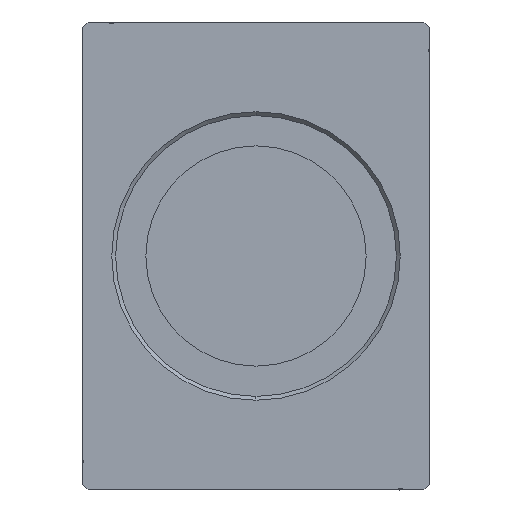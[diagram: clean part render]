
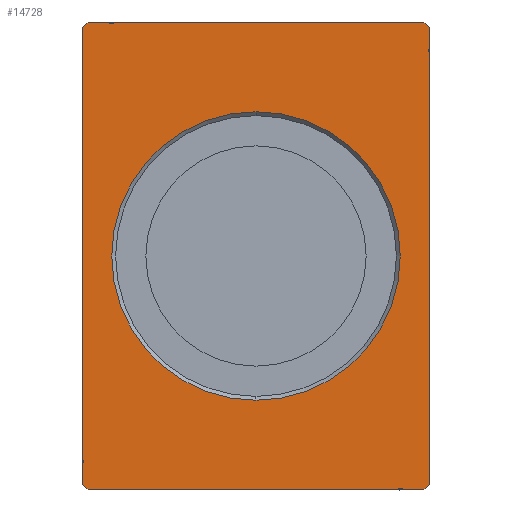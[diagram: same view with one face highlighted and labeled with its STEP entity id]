
A CAD part, left-side view. The second image highlights one B-rep face of the part: STEP entity #14728.
In plain terms, the highlighted planar face has unit normal (-1, 0, 0).
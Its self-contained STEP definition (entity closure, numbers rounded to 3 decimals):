
#35 = ORIENTED_EDGE ( 'NONE', *, *, #2055, .F. ) ;
#993 = LINE ( 'NONE', #29182, #1855 ) ;
#1062 = CARTESIAN_POINT ( 'NONE',  ( 0., -31.5, 41.5 ) ) ;
#1855 = VECTOR ( 'NONE', #23410, 1000. ) ;
#2055 = EDGE_CURVE ( 'NONE', #4977, #39530, #23285, .T. ) ;
#2615 = AXIS2_PLACEMENT_3D ( 'NONE', #33276, #17245, #7775 ) ;
#3070 = CARTESIAN_POINT ( 'NONE',  ( 0., -31.5, -41.5 ) ) ;
#3762 = CARTESIAN_POINT ( 'NONE',  ( 0., 31.5, 41.5 ) ) ;
#4210 = EDGE_CURVE ( 'NONE', #17643, #22763, #32884, .T. ) ;
#4686 = EDGE_CURVE ( 'NONE', #34775, #35311, #20311, .T. ) ;
#4977 = VERTEX_POINT ( 'NONE', #5205 ) ;
#5205 = CARTESIAN_POINT ( 'NONE',  ( 0., -31.5, 41.5 ) ) ;
#5450 = DIRECTION ( 'NONE',  ( 1., 0., 0. ) ) ;
#5791 = ORIENTED_EDGE ( 'NONE', *, *, #35199, .F. ) ;
#6720 = DIRECTION ( 'NONE',  ( 0., 1., 0. ) ) ;
#7442 = CARTESIAN_POINT ( 'NONE',  ( 0., -31.5, -41.5 ) ) ;
#7609 = EDGE_CURVE ( 'NONE', #22763, #17643, #11051, .T. ) ;
#7775 = DIRECTION ( 'NONE',  ( 0., 0., -1. ) ) ;
#8841 = EDGE_LOOP ( 'NONE', ( #18031, #26524 ) ) ;
#8934 = CARTESIAN_POINT ( 'NONE',  ( 0., 0., 0. ) ) ;
#9700 = VERTEX_POINT ( 'NONE', #17206 ) ;
#9800 = LINE ( 'NONE', #22359, #22943 ) ;
#11051 = CIRCLE ( 'NONE', #39267, 26.2 ) ;
#11154 = VECTOR ( 'NONE', #17103, 1000. ) ;
#11379 = CARTESIAN_POINT ( 'NONE',  ( 0., 0., 0. ) ) ;
#11897 = EDGE_CURVE ( 'NONE', #39530, #9700, #17311, .T. ) ;
#12801 = ORIENTED_EDGE ( 'NONE', *, *, #11897, .F. ) ;
#13437 = DIRECTION ( 'NONE',  ( 0., -0.707, 0.707 ) ) ;
#13764 = EDGE_LOOP ( 'NONE', ( #15062, #5791, #25668, #14853, #12801, #35, #23726, #33547 ) ) ;
#14543 = VECTOR ( 'NONE', #34510, 1000. ) ;
#14728 = ADVANCED_FACE ( 'NONE', ( #21161, #20539 ), #39860, .F. ) ;
#14853 = ORIENTED_EDGE ( 'NONE', *, *, #28825, .F. ) ;
#15062 = ORIENTED_EDGE ( 'NONE', *, *, #31977, .F. ) ;
#17103 = DIRECTION ( 'NONE',  ( 0., 0.707, -0.707 ) ) ;
#17206 = CARTESIAN_POINT ( 'NONE',  ( 0., -30.5, -42.5 ) ) ;
#17245 = DIRECTION ( 'NONE',  ( 1., 0., 0. ) ) ;
#17311 = LINE ( 'NONE', #7442, #11154 ) ;
#17643 = VERTEX_POINT ( 'NONE', #19980 ) ;
#17871 = VECTOR ( 'NONE', #19783, 1000. ) ;
#18031 = ORIENTED_EDGE ( 'NONE', *, *, #7609, .T. ) ;
#18427 = VECTOR ( 'NONE', #20528, 1000. ) ;
#19783 = DIRECTION ( 'NONE',  ( 0., 0., -1. ) ) ;
#19980 = CARTESIAN_POINT ( 'NONE',  ( 0., 0., -26.2 ) ) ;
#20311 = LINE ( 'NONE', #29373, #18427 ) ;
#20382 = AXIS2_PLACEMENT_3D ( 'NONE', #11379, #39134, #36263 ) ;
#20528 = DIRECTION ( 'NONE',  ( 0., -1., 0. ) ) ;
#20539 = FACE_OUTER_BOUND ( 'NONE', #13764, .T. ) ;
#21161 = FACE_BOUND ( 'NONE', #8841, .T. ) ;
#21442 = VERTEX_POINT ( 'NONE', #31851 ) ;
#22351 = VECTOR ( 'NONE', #13437, 1000. ) ;
#22359 = CARTESIAN_POINT ( 'NONE',  ( 0., -30.5, -42.5 ) ) ;
#22763 = VERTEX_POINT ( 'NONE', #33089 ) ;
#22943 = VECTOR ( 'NONE', #6720, 1000. ) ;
#23276 = EDGE_CURVE ( 'NONE', #35311, #4977, #26787, .T. ) ;
#23285 = LINE ( 'NONE', #1062, #17871 ) ;
#23410 = DIRECTION ( 'NONE',  ( 0., 0.707, 0.707 ) ) ;
#23469 = VECTOR ( 'NONE', #33354, 1000. ) ;
#23726 = ORIENTED_EDGE ( 'NONE', *, *, #23276, .F. ) ;
#25300 = EDGE_CURVE ( 'NONE', #36402, #21442, #993, .T. ) ;
#25668 = ORIENTED_EDGE ( 'NONE', *, *, #25300, .F. ) ;
#26442 = VERTEX_POINT ( 'NONE', #34044 ) ;
#26498 = CARTESIAN_POINT ( 'NONE',  ( 0., 30.5, -42.5 ) ) ;
#26524 = ORIENTED_EDGE ( 'NONE', *, *, #4210, .T. ) ;
#26787 = LINE ( 'NONE', #39731, #23469 ) ;
#27768 = CARTESIAN_POINT ( 'NONE',  ( 0., 31.5, -41.5 ) ) ;
#28060 = DIRECTION ( 'NONE',  ( 0., 0., -1. ) ) ;
#28825 = EDGE_CURVE ( 'NONE', #9700, #36402, #9800, .T. ) ;
#29182 = CARTESIAN_POINT ( 'NONE',  ( 0., 30.5, -42.5 ) ) ;
#29373 = CARTESIAN_POINT ( 'NONE',  ( 0., 30.5, 42.5 ) ) ;
#30839 = LINE ( 'NONE', #27768, #14543 ) ;
#31851 = CARTESIAN_POINT ( 'NONE',  ( 0., 31.5, -41.5 ) ) ;
#31977 = EDGE_CURVE ( 'NONE', #26442, #34775, #38320, .T. ) ;
#32884 = CIRCLE ( 'NONE', #20382, 26.2 ) ;
#33089 = CARTESIAN_POINT ( 'NONE',  ( 0., 0., 26.2 ) ) ;
#33276 = CARTESIAN_POINT ( 'NONE',  ( 0., 0., 0. ) ) ;
#33354 = DIRECTION ( 'NONE',  ( 0., -0.707, -0.707 ) ) ;
#33547 = ORIENTED_EDGE ( 'NONE', *, *, #4686, .F. ) ;
#34044 = CARTESIAN_POINT ( 'NONE',  ( 0., 31.5, 41.5 ) ) ;
#34510 = DIRECTION ( 'NONE',  ( 0., 0., 1. ) ) ;
#34775 = VERTEX_POINT ( 'NONE', #35586 ) ;
#35199 = EDGE_CURVE ( 'NONE', #21442, #26442, #30839, .T. ) ;
#35311 = VERTEX_POINT ( 'NONE', #35733 ) ;
#35586 = CARTESIAN_POINT ( 'NONE',  ( 0., 30.5, 42.5 ) ) ;
#35733 = CARTESIAN_POINT ( 'NONE',  ( 0., -30.5, 42.5 ) ) ;
#36263 = DIRECTION ( 'NONE',  ( 0., 0., -1. ) ) ;
#36402 = VERTEX_POINT ( 'NONE', #26498 ) ;
#38320 = LINE ( 'NONE', #3762, #22351 ) ;
#39134 = DIRECTION ( 'NONE',  ( 1., 0., 0. ) ) ;
#39267 = AXIS2_PLACEMENT_3D ( 'NONE', #8934, #5450, #28060 ) ;
#39530 = VERTEX_POINT ( 'NONE', #3070 ) ;
#39731 = CARTESIAN_POINT ( 'NONE',  ( 0., -30.5, 42.5 ) ) ;
#39860 = PLANE ( 'NONE',  #2615 ) ;
